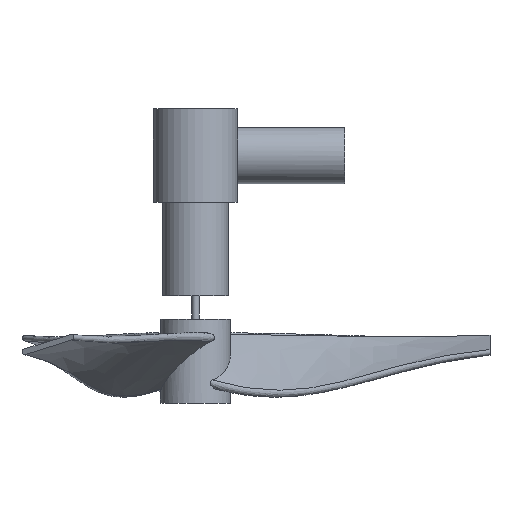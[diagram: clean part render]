
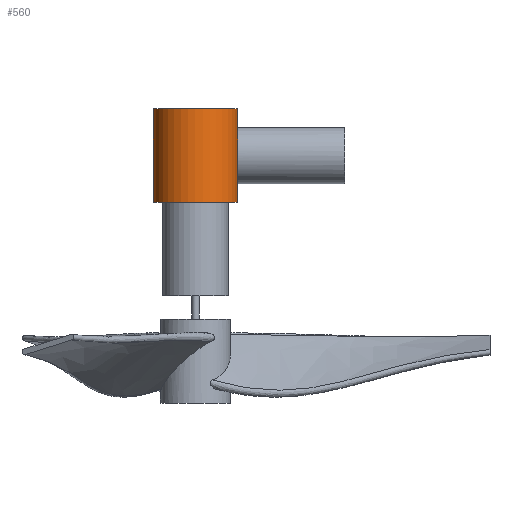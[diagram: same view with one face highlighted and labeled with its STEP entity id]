
A CAD part, top view. The second image highlights one B-rep face of the part: STEP entity #560.
In plain terms, the highlighted cylindrical face has radius 4.5 mm (diameter 9 mm), a full revolution.
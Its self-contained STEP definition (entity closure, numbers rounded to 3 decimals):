
#35=B_SPLINE_CURVE_WITH_KNOTS('',3,(#841,#842,#843,#844,#845,#846,#847,
#848,#849,#850,#851,#852,#853,#854,#855,#856,#857,#858,#859,#860,#861,#862,
#863,#864,#865,#866,#867,#868,#869,#870,#871,#872,#873,#874,#875,#876,#877,
#878,#879,#880,#881,#882),.UNSPECIFIED.,.T.,.F.,(4,2,2,2,2,2,2,2,2,2,2,
2,2,2,2,2,2,2,2,2,4),(0.,0.139,0.209,0.279,
0.335,0.391,0.447,0.503,
0.573,0.643,0.782,0.921,
0.991,1.061,1.117,1.173,1.229,
1.286,1.355,1.425,1.564),
 .UNSPECIFIED.);
#85=FACE_BOUND('',#156,.T.);
#117=FACE_OUTER_BOUND('',#155,.T.);
#155=EDGE_LOOP('',(#424,#425,#426,#427));
#156=EDGE_LOOP('',(#428));
#192=LINE('',#896,#214);
#214=VECTOR('',#740,4.5);
#233=CIRCLE('',#642,4.5);
#236=CIRCLE('',#647,4.5);
#259=VERTEX_POINT('',#840);
#260=VERTEX_POINT('',#885);
#263=VERTEX_POINT('',#894);
#320=EDGE_CURVE('',#259,#259,#35,.T.);
#321=EDGE_CURVE('',#260,#260,#233,.T.);
#325=EDGE_CURVE('',#263,#263,#236,.T.);
#326=EDGE_CURVE('',#263,#260,#192,.T.);
#424=ORIENTED_EDGE('',*,*,#325,.F.);
#425=ORIENTED_EDGE('',*,*,#326,.T.);
#426=ORIENTED_EDGE('',*,*,#321,.F.);
#427=ORIENTED_EDGE('',*,*,#326,.F.);
#428=ORIENTED_EDGE('',*,*,#320,.T.);
#544=CYLINDRICAL_SURFACE('',#646,4.5);
#560=ADVANCED_FACE('',(#117,#85),#544,.T.);
#642=AXIS2_PLACEMENT_3D('',#886,#727,#728);
#646=AXIS2_PLACEMENT_3D('',#893,#736,#737);
#647=AXIS2_PLACEMENT_3D('',#895,#738,#739);
#727=DIRECTION('center_axis',(0.,-1.,0.));
#728=DIRECTION('ref_axis',(1.,0.,0.));
#736=DIRECTION('center_axis',(0.,1.,0.));
#737=DIRECTION('ref_axis',(1.,0.,0.));
#738=DIRECTION('center_axis',(0.,1.,0.));
#739=DIRECTION('ref_axis',(1.,0.,0.));
#740=DIRECTION('',(0.,-1.,0.));
#840=CARTESIAN_POINT('',(0.,2.142,-4.5));
#841=CARTESIAN_POINT('Ctrl Pts',(0.,2.142,
-4.5));
#842=CARTESIAN_POINT('Ctrl Pts',(-0.464,2.142,-4.5));
#843=CARTESIAN_POINT('Ctrl Pts',(-0.954,2.072,-4.42));
#844=CARTESIAN_POINT('Ctrl Pts',(-1.591,1.823,-4.215));
#845=CARTESIAN_POINT('Ctrl Pts',(-1.788,1.716,-4.134));
#846=CARTESIAN_POINT('Ctrl Pts',(-2.132,1.448,-3.968));
#847=CARTESIAN_POINT('Ctrl Pts',(-2.279,1.287,-3.883));
#848=CARTESIAN_POINT('Ctrl Pts',(-2.49,0.95,-3.75));
#849=CARTESIAN_POINT('Ctrl Pts',(-2.571,0.77,-3.694));
#850=CARTESIAN_POINT('Ctrl Pts',(-2.675,0.389,-3.619));
#851=CARTESIAN_POINT('Ctrl Pts',(-2.7,0.187,-3.6));
#852=CARTESIAN_POINT('Ctrl Pts',(-2.7,-0.187,-3.6));
#853=CARTESIAN_POINT('Ctrl Pts',(-2.675,-0.389,-3.619));
#854=CARTESIAN_POINT('Ctrl Pts',(-2.571,-0.77,-3.694));
#855=CARTESIAN_POINT('Ctrl Pts',(-2.49,-0.95,-3.75));
#856=CARTESIAN_POINT('Ctrl Pts',(-2.279,-1.287,-3.883));
#857=CARTESIAN_POINT('Ctrl Pts',(-2.132,-1.448,-3.968));
#858=CARTESIAN_POINT('Ctrl Pts',(-1.788,-1.716,-4.134));
#859=CARTESIAN_POINT('Ctrl Pts',(-1.591,-1.823,-4.215));
#860=CARTESIAN_POINT('Ctrl Pts',(-0.954,-2.072,-4.42));
#861=CARTESIAN_POINT('Ctrl Pts',(-0.464,-2.142,-4.5));
#862=CARTESIAN_POINT('Ctrl Pts',(0.464,-2.142,-4.5));
#863=CARTESIAN_POINT('Ctrl Pts',(0.954,-2.072,-4.42));
#864=CARTESIAN_POINT('Ctrl Pts',(1.591,-1.823,-4.215));
#865=CARTESIAN_POINT('Ctrl Pts',(1.788,-1.716,-4.134));
#866=CARTESIAN_POINT('Ctrl Pts',(2.132,-1.448,-3.968));
#867=CARTESIAN_POINT('Ctrl Pts',(2.279,-1.287,-3.883));
#868=CARTESIAN_POINT('Ctrl Pts',(2.49,-0.95,-3.75));
#869=CARTESIAN_POINT('Ctrl Pts',(2.571,-0.77,-3.694));
#870=CARTESIAN_POINT('Ctrl Pts',(2.675,-0.389,-3.619));
#871=CARTESIAN_POINT('Ctrl Pts',(2.7,-0.187,-3.6));
#872=CARTESIAN_POINT('Ctrl Pts',(2.7,0.187,-3.6));
#873=CARTESIAN_POINT('Ctrl Pts',(2.675,0.389,-3.619));
#874=CARTESIAN_POINT('Ctrl Pts',(2.571,0.77,-3.694));
#875=CARTESIAN_POINT('Ctrl Pts',(2.49,0.95,-3.75));
#876=CARTESIAN_POINT('Ctrl Pts',(2.279,1.287,-3.883));
#877=CARTESIAN_POINT('Ctrl Pts',(2.132,1.448,-3.968));
#878=CARTESIAN_POINT('Ctrl Pts',(1.788,1.716,-4.134));
#879=CARTESIAN_POINT('Ctrl Pts',(1.591,1.823,-4.215));
#880=CARTESIAN_POINT('Ctrl Pts',(0.954,2.072,-4.42));
#881=CARTESIAN_POINT('Ctrl Pts',(0.464,2.142,-4.5));
#882=CARTESIAN_POINT('Ctrl Pts',(0.,2.142,
-4.5));
#885=CARTESIAN_POINT('',(-4.5,-5.,0.));
#886=CARTESIAN_POINT('Origin',(0.,-5.,0.));
#893=CARTESIAN_POINT('Origin',(0.,0.,0.));
#894=CARTESIAN_POINT('',(-4.5,5.,0.));
#895=CARTESIAN_POINT('Origin',(0.,5.,0.));
#896=CARTESIAN_POINT('',(-4.5,0.,0.));
